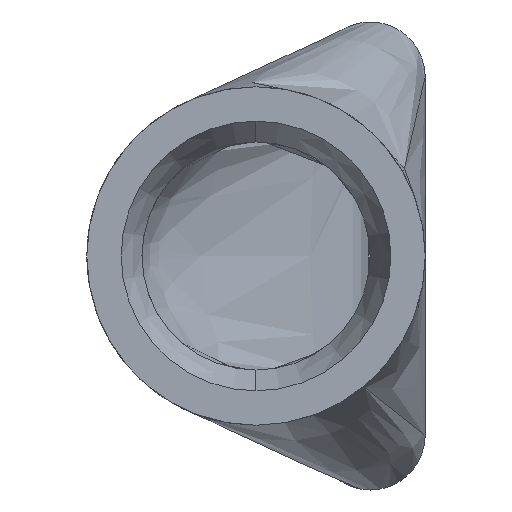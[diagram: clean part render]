
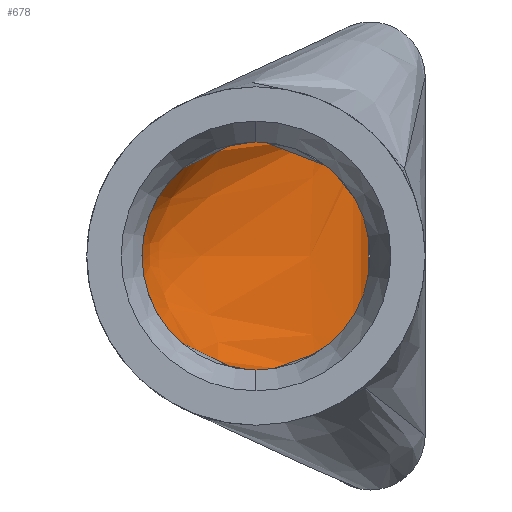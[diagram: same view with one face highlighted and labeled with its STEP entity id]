
A CAD part, left-side view. The second image highlights one B-rep face of the part: STEP entity #678.
In plain terms, the highlighted free-form (B-spline) face has degree [3, 3] with [9, 4] control points.
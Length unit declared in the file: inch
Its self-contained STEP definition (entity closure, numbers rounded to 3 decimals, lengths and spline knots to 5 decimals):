
#8 = CARTESIAN_POINT ( 'NONE',  ( 0.906, 0.38056, -0.13713 ) ) ;
#25 = B_SPLINE_CURVE_WITH_KNOTS ( 'NONE', 3,
 ( #894, #815, #35, #568 ),
 .UNSPECIFIED., .F., .F.,
 ( 4, 4 ),
 ( 0., 1. ),
 .UNSPECIFIED. ) ;
#35 = CARTESIAN_POINT ( 'NONE',  ( 1.25281, 0.08844, 0.28125 ) ) ;
#63 = CARTESIAN_POINT ( 'NONE',  ( 0.99785, 0.40881, 0.10953 ) ) ;
#66 = CARTESIAN_POINT ( 'NONE',  ( 1.0005, 0.45038, 0.00001 ) ) ;
#75 = B_SPLINE_CURVE_WITH_KNOTS ( 'NONE', 3,
 ( #774, #166, #685, #153, #508, #513, #1026, #1023, #1108 ),
 .UNSPECIFIED., .F., .F.,
 ( 4, 1, 1, 1, 1, 1, 4 ),
 ( 0., 0.125, 0.25, 0.5, 0.75, 0.875, 1. ),
 .UNSPECIFIED. ) ;
#117 = CARTESIAN_POINT ( 'NONE',  ( 1.25281, 0.08844, -0.28125 ) ) ;
#119 = CARTESIAN_POINT ( 'NONE',  ( 0.906, 0.38056, -0.13713 ) ) ;
#122 = ORIENTED_EDGE ( 'NONE', *, *, #1064, .T. ) ;
#150 = CARTESIAN_POINT ( 'NONE',  ( 0.99785, 0.40881, -0.10953 ) ) ;
#153 = CARTESIAN_POINT ( 'NONE',  ( 1.34375, 0.08844, -0.11719 ) ) ;
#156 = CARTESIAN_POINT ( 'NONE',  ( 0.99724, 0.39069, -0.12862 ) ) ;
#166 = CARTESIAN_POINT ( 'NONE',  ( 1.34375, 0.08844, -0.25781 ) ) ;
#195 = VERTEX_POINT ( 'NONE', #712 ) ;
#198 = CARTESIAN_POINT ( 'NONE',  ( 0.906, 0.45038, 0.00001 ) ) ;
#239 = CARTESIAN_POINT ( 'NONE',  ( 0.906, 0.40881, -0.10953 ) ) ;
#245 = CARTESIAN_POINT ( 'NONE',  ( 1.25251, 0.08844, -0.25781 ) ) ;
#262 = CARTESIAN_POINT ( 'NONE',  ( 1.2519, 0.08844, -0.21094 ) ) ;
#314 = CARTESIAN_POINT ( 'NONE',  ( 1.34375, 0.08844, -0.25781 ) ) ;
#328 = CARTESIAN_POINT ( 'NONE',  ( 0.99694, 0.38056, -0.13712 ) ) ;
#345 = CARTESIAN_POINT ( 'NONE',  ( 1.25281, 0.08844, -0.28125 ) ) ;
#349 = CARTESIAN_POINT ( 'NONE',  ( 0.906, 0.45038, 0.00001 ) ) ;
#406 = CARTESIAN_POINT ( 'NONE',  ( 1.34375, 0.08844, -0.11719 ) ) ;
#411 = CARTESIAN_POINT ( 'NONE',  ( 0.906, 0.43572, 0.06528 ) ) ;
#418 = CARTESIAN_POINT ( 'NONE',  ( 1.2519, 0.08844, 0.21094 ) ) ;
#436 = CARTESIAN_POINT ( 'NONE',  ( 0.99694, 0.38056, 0.13712 ) ) ;
#442 = CARTESIAN_POINT ( 'NONE',  ( 1.34375, 0.08844, -0.28125 ) ) ;
#456 = B_SPLINE_SURFACE_WITH_KNOTS ( 'NONE', 3, 3, ( 
 ( #1091, #328, #345, #847 ),
 ( #749, #156, #245, #314 ),
 ( #239, #150, #262, #497 ),
 ( #490, #1097, #935, #406 ),
 ( #349, #66, #604, #700 ),
 ( #411, #836, #1041, #754 ),
 ( #842, #63, #418, #765 ),
 ( #524, #831, #1110, #760 ),
 ( #1105, #436, #694, #1036 ) ),
 .UNSPECIFIED., .F., .F., .F.,
 ( 4, 1, 1, 1, 1, 1, 4 ),
 ( 4, 4 ),
 ( 0., 0.125, 0.25, 0.5, 0.75, 0.875, 1. ),
 ( 0., 1. ),
 .UNSPECIFIED. ) ;
#468 = EDGE_LOOP ( 'NONE', ( #672, #122, #1052, #1081 ) ) ;
#484 = EDGE_CURVE ( 'NONE', #195, #503, #25, .T. ) ;
#490 = CARTESIAN_POINT ( 'NONE',  ( 0.906, 0.43572, -0.06529 ) ) ;
#497 = CARTESIAN_POINT ( 'NONE',  ( 1.34375, 0.08844, -0.21094 ) ) ;
#503 = VERTEX_POINT ( 'NONE', #721 ) ;
#508 = CARTESIAN_POINT ( 'NONE',  ( 1.34375, 0.08844, 0. ) ) ;
#513 = CARTESIAN_POINT ( 'NONE',  ( 1.34375, 0.08844, 0.11719 ) ) ;
#524 = CARTESIAN_POINT ( 'NONE',  ( 0.906, 0.39069, 0.12862 ) ) ;
#568 = CARTESIAN_POINT ( 'NONE',  ( 1.34375, 0.08844, 0.28125 ) ) ;
#604 = CARTESIAN_POINT ( 'NONE',  ( 1.24925, 0.08844, 0. ) ) ;
#619 = CARTESIAN_POINT ( 'NONE',  ( 0.906, 0.43572, -0.06529 ) ) ;
#626 = CARTESIAN_POINT ( 'NONE',  ( 0.906, 0.39069, -0.12862 ) ) ;
#646 = CARTESIAN_POINT ( 'NONE',  ( 0.906, 0.40881, 0.10953 ) ) ;
#671 = FACE_OUTER_BOUND ( 'NONE', #468, .T. ) ;
#672 = ORIENTED_EDGE ( 'NONE', *, *, #779, .T. ) ;
#678 = ADVANCED_FACE ( 'NONE', ( #671 ), #456, .F. ) ;
#685 = CARTESIAN_POINT ( 'NONE',  ( 1.34375, 0.08844, -0.21094 ) ) ;
#688 = B_SPLINE_CURVE_WITH_KNOTS ( 'NONE', 3,
 ( #1065, #896, #117, #984 ),
 .UNSPECIFIED., .F., .F.,
 ( 4, 4 ),
 ( 0., 1. ),
 .UNSPECIFIED. ) ;
#694 = CARTESIAN_POINT ( 'NONE',  ( 1.25281, 0.08844, 0.28125 ) ) ;
#700 = CARTESIAN_POINT ( 'NONE',  ( 1.34375, 0.08844, 0. ) ) ;
#707 = CARTESIAN_POINT ( 'NONE',  ( 0.906, 0.39069, 0.12862 ) ) ;
#712 = CARTESIAN_POINT ( 'NONE',  ( 0.906, 0.38056, 0.13713 ) ) ;
#721 = CARTESIAN_POINT ( 'NONE',  ( 1.34375, 0.08844, 0.28125 ) ) ;
#740 = VERTEX_POINT ( 'NONE', #8 ) ;
#749 = CARTESIAN_POINT ( 'NONE',  ( 0.906, 0.39069, -0.12862 ) ) ;
#754 = CARTESIAN_POINT ( 'NONE',  ( 1.34375, 0.08844, 0.11719 ) ) ;
#760 = CARTESIAN_POINT ( 'NONE',  ( 1.34375, 0.08844, 0.25781 ) ) ;
#765 = CARTESIAN_POINT ( 'NONE',  ( 1.34375, 0.08844, 0.21094 ) ) ;
#769 = VERTEX_POINT ( 'NONE', #442 ) ;
#774 = CARTESIAN_POINT ( 'NONE',  ( 1.34375, 0.08844, -0.28125 ) ) ;
#779 = EDGE_CURVE ( 'NONE', #195, #740, #785, .T. ) ;
#785 = B_SPLINE_CURVE_WITH_KNOTS ( 'NONE', 3,
 ( #812, #707, #646, #971, #198, #619, #1060, #626, #119 ),
 .UNSPECIFIED., .F., .F.,
 ( 4, 1, 1, 1, 1, 1, 4 ),
 ( 0., 0.125, 0.25, 0.5, 0.75, 0.875, 1. ),
 .UNSPECIFIED. ) ;
#812 = CARTESIAN_POINT ( 'NONE',  ( 0.906, 0.38056, 0.13713 ) ) ;
#815 = CARTESIAN_POINT ( 'NONE',  ( 0.99694, 0.38056, 0.13712 ) ) ;
#831 = CARTESIAN_POINT ( 'NONE',  ( 0.99724, 0.39069, 0.12862 ) ) ;
#836 = CARTESIAN_POINT ( 'NONE',  ( 0.99937, 0.43572, 0.06528 ) ) ;
#842 = CARTESIAN_POINT ( 'NONE',  ( 0.906, 0.40881, 0.10953 ) ) ;
#847 = CARTESIAN_POINT ( 'NONE',  ( 1.34375, 0.08844, -0.28125 ) ) ;
#894 = CARTESIAN_POINT ( 'NONE',  ( 0.906, 0.38056, 0.13713 ) ) ;
#896 = CARTESIAN_POINT ( 'NONE',  ( 0.99694, 0.38056, -0.13712 ) ) ;
#924 = EDGE_CURVE ( 'NONE', #769, #503, #75, .T. ) ;
#935 = CARTESIAN_POINT ( 'NONE',  ( 1.25038, 0.08844, -0.11719 ) ) ;
#971 = CARTESIAN_POINT ( 'NONE',  ( 0.906, 0.43572, 0.06528 ) ) ;
#984 = CARTESIAN_POINT ( 'NONE',  ( 1.34375, 0.08844, -0.28125 ) ) ;
#1023 = CARTESIAN_POINT ( 'NONE',  ( 1.34375, 0.08844, 0.25781 ) ) ;
#1026 = CARTESIAN_POINT ( 'NONE',  ( 1.34375, 0.08844, 0.21094 ) ) ;
#1036 = CARTESIAN_POINT ( 'NONE',  ( 1.34375, 0.08844, 0.28125 ) ) ;
#1041 = CARTESIAN_POINT ( 'NONE',  ( 1.25038, 0.08844, 0.11719 ) ) ;
#1052 = ORIENTED_EDGE ( 'NONE', *, *, #924, .T. ) ;
#1060 = CARTESIAN_POINT ( 'NONE',  ( 0.906, 0.40881, -0.10953 ) ) ;
#1064 = EDGE_CURVE ( 'NONE', #740, #769, #688, .T. ) ;
#1065 = CARTESIAN_POINT ( 'NONE',  ( 0.906, 0.38056, -0.13713 ) ) ;
#1081 = ORIENTED_EDGE ( 'NONE', *, *, #484, .F. ) ;
#1091 = CARTESIAN_POINT ( 'NONE',  ( 0.906, 0.38056, -0.13712 ) ) ;
#1097 = CARTESIAN_POINT ( 'NONE',  ( 0.99937, 0.43572, -0.06529 ) ) ;
#1105 = CARTESIAN_POINT ( 'NONE',  ( 0.906, 0.38056, 0.13712 ) ) ;
#1108 = CARTESIAN_POINT ( 'NONE',  ( 1.34375, 0.08844, 0.28125 ) ) ;
#1110 = CARTESIAN_POINT ( 'NONE',  ( 1.25251, 0.08844, 0.25781 ) ) ;
